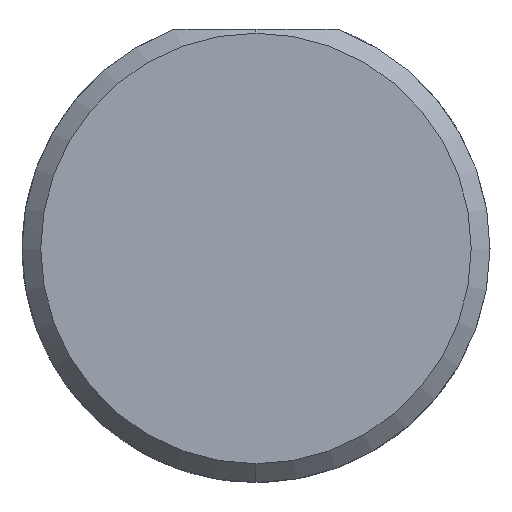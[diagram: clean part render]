
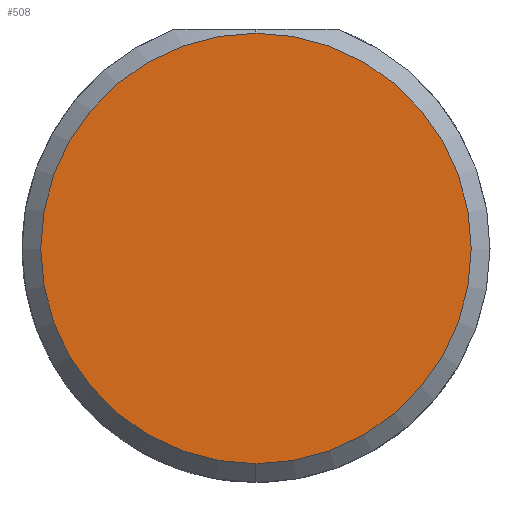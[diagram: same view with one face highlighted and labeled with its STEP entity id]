
A CAD part, left-side view. The second image highlights one B-rep face of the part: STEP entity #508.
In plain terms, the highlighted planar face has unit normal (-1, 0, 0).
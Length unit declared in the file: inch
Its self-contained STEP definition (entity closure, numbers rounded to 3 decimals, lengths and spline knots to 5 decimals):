
#96 = VERTEX_POINT ( 'NONE', #607 ) ;
#105 = ORIENTED_EDGE ( 'NONE', *, *, #300, .T. ) ;
#161 = FACE_OUTER_BOUND ( 'NONE', #546, .T. ) ;
#220 = ORIENTED_EDGE ( 'NONE', *, *, #663, .T. ) ;
#245 = AXIS2_PLACEMENT_3D ( 'NONE', #295, #415, #464 ) ;
#267 = CARTESIAN_POINT ( 'NONE',  ( 0., 0., 0. ) ) ;
#295 = CARTESIAN_POINT ( 'NONE',  ( 0., 0., 0. ) ) ;
#300 = EDGE_CURVE ( 'NONE', #494, #96, #707, .T. ) ;
#388 = CARTESIAN_POINT ( 'NONE',  ( 0., 0., 0. ) ) ;
#415 = DIRECTION ( 'NONE',  ( -1., 0., 0. ) ) ;
#433 = DIRECTION ( 'NONE',  ( -1., 0., 0. ) ) ;
#464 = DIRECTION ( 'NONE',  ( 0., 0., 1. ) ) ;
#486 = DIRECTION ( 'NONE',  ( 0., 0., 1. ) ) ;
#494 = VERTEX_POINT ( 'NONE', #618 ) ;
#506 = PLANE ( 'NONE',  #530 ) ;
#508 = ADVANCED_FACE ( 'NONE', ( #161 ), #506, .F. ) ;
#530 = AXIS2_PLACEMENT_3D ( 'NONE', #388, #717, #605 ) ;
#546 = EDGE_LOOP ( 'NONE', ( #105, #220 ) ) ;
#554 = CIRCLE ( 'NONE', #245, 0.17235 ) ;
#572 = AXIS2_PLACEMENT_3D ( 'NONE', #267, #433, #486 ) ;
#605 = DIRECTION ( 'NONE',  ( 0., 0., -1. ) ) ;
#607 = CARTESIAN_POINT ( 'NONE',  ( 0., 0., 0.17235 ) ) ;
#618 = CARTESIAN_POINT ( 'NONE',  ( 0., 0., -0.17235 ) ) ;
#663 = EDGE_CURVE ( 'NONE', #96, #494, #554, .T. ) ;
#707 = CIRCLE ( 'NONE', #572, 0.17235 ) ;
#717 = DIRECTION ( 'NONE',  ( 1., 0., 0. ) ) ;
